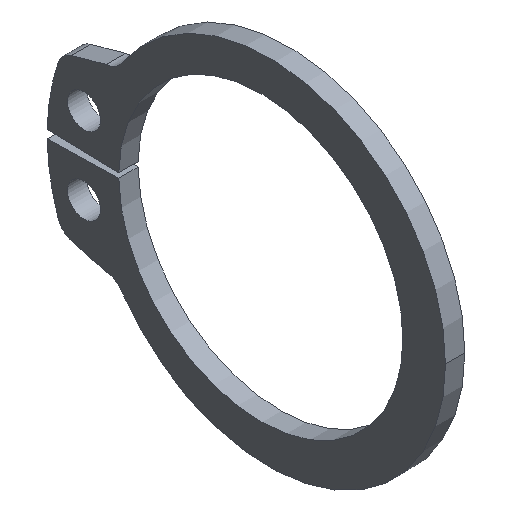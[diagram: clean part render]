
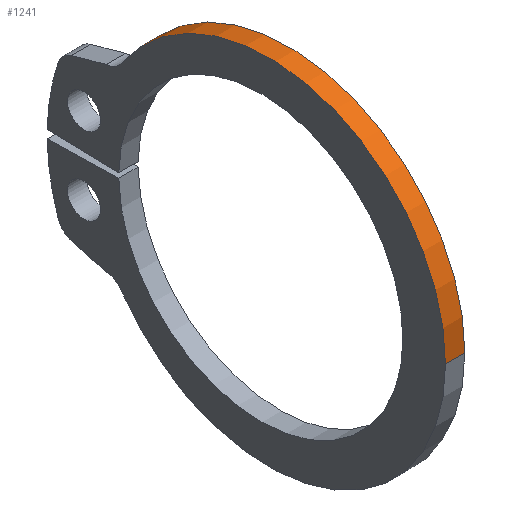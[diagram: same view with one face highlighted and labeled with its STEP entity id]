
A CAD part, isometric view. The second image highlights one B-rep face of the part: STEP entity #1241.
In plain terms, the highlighted cylindrical face has radius 9.15 mm (diameter 18.3 mm), a partial arc.
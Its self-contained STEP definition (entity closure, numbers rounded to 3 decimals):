
#44 = PLANE('',#45);
#45 = AXIS2_PLACEMENT_3D('',#46,#47,#48);
#46 = CARTESIAN_POINT('',(0.5,0.946,0.));
#47 = DIRECTION('',(-1.,0.,0.));
#48 = DIRECTION('',(0.,-1.,0.));
#100 = PLANE('',#101);
#101 = AXIS2_PLACEMENT_3D('',#102,#103,#104);
#102 = CARTESIAN_POINT('',(1.5,0.946,0.));
#103 = DIRECTION('',(1.,0.,0.));
#104 = DIRECTION('',(0.,1.,0.));
#471 = VERTEX_POINT('',#472);
#472 = CARTESIAN_POINT('',(0.5,-9.55,0.));
#487 = CYLINDRICAL_SURFACE('',#488,9.15);
#488 = AXIS2_PLACEMENT_3D('',#489,#490,#491);
#489 = CARTESIAN_POINT('',(0.5,-0.4,-0.02));
#490 = DIRECTION('',(-1.,0.,0.));
#491 = DIRECTION('',(0.,1.,0.));
#499 = EDGE_CURVE('',#500,#471,#502,.T.);
#500 = VERTEX_POINT('',#501);
#501 = CARTESIAN_POINT('',(0.5,7.21,5.1));
#502 = SURFACE_CURVE('',#503,(#508,#519),.PCURVE_S1.);
#503 = CIRCLE('',#504,9.15);
#504 = AXIS2_PLACEMENT_3D('',#505,#506,#507);
#505 = CARTESIAN_POINT('',(0.5,-0.4,0.02));
#506 = DIRECTION('',(1.,0.,0.));
#507 = DIRECTION('',(0.,1.,0.));
#508 = PCURVE('',#44,#509);
#509 = DEFINITIONAL_REPRESENTATION('',(#510),#518);
#510 = ( BOUNDED_CURVE() B_SPLINE_CURVE(2,(#511,#512,#513,#514,#515,#516
,#517),.UNSPECIFIED.,.F.,.F.) B_SPLINE_CURVE_WITH_KNOTS((1,2,2,2,2,1),(
    -2.094,0.,2.094,4.189,6.283,
8.378),.UNSPECIFIED.) CURVE() GEOMETRIC_REPRESENTATION_ITEM() 
RATIONAL_B_SPLINE_CURVE((1.,0.5,1.,0.5,1.,0.5,1.)) REPRESENTATION_ITEM(
  '') );
#511 = CARTESIAN_POINT('',(-7.804,0.02));
#512 = CARTESIAN_POINT('',(-7.804,15.868));
#513 = CARTESIAN_POINT('',(5.921,7.944));
#514 = CARTESIAN_POINT('',(19.646,0.02));
#515 = CARTESIAN_POINT('',(5.921,-7.904));
#516 = CARTESIAN_POINT('',(-7.804,-15.829));
#517 = CARTESIAN_POINT('',(-7.804,0.02));
#518 = ( GEOMETRIC_REPRESENTATION_CONTEXT(2) 
PARAMETRIC_REPRESENTATION_CONTEXT() REPRESENTATION_CONTEXT('2D SPACE',''
  ) );
#519 = PCURVE('',#520,#525);
#520 = CYLINDRICAL_SURFACE('',#521,9.15);
#521 = AXIS2_PLACEMENT_3D('',#522,#523,#524);
#522 = CARTESIAN_POINT('',(0.5,-0.4,0.02));
#523 = DIRECTION('',(-1.,0.,0.));
#524 = DIRECTION('',(0.,1.,0.));
#525 = DEFINITIONAL_REPRESENTATION('',(#526),#530);
#526 = LINE('',#527,#528);
#527 = CARTESIAN_POINT('',(-0.,0.));
#528 = VECTOR('',#529,1.);
#529 = DIRECTION('',(-1.,0.));
#530 = ( GEOMETRIC_REPRESENTATION_CONTEXT(2) 
PARAMETRIC_REPRESENTATION_CONTEXT() REPRESENTATION_CONTEXT('2D SPACE',''
  ) );
#551 = CYLINDRICAL_SURFACE('',#552,1.);
#552 = AXIS2_PLACEMENT_3D('',#553,#554,#555);
#553 = CARTESIAN_POINT('',(0.5,8.046,5.649));
#554 = DIRECTION('',(-1.,0.,0.));
#555 = DIRECTION('',(0.,1.,0.));
#814 = VERTEX_POINT('',#815);
#815 = CARTESIAN_POINT('',(1.5,7.21,5.1));
#837 = EDGE_CURVE('',#814,#838,#840,.T.);
#838 = VERTEX_POINT('',#839);
#839 = CARTESIAN_POINT('',(1.5,-9.55,0.));
#840 = SURFACE_CURVE('',#841,(#846,#853),.PCURVE_S1.);
#841 = CIRCLE('',#842,9.15);
#842 = AXIS2_PLACEMENT_3D('',#843,#844,#845);
#843 = CARTESIAN_POINT('',(1.5,-0.4,0.02));
#844 = DIRECTION('',(1.,0.,0.));
#845 = DIRECTION('',(0.,1.,0.));
#846 = PCURVE('',#100,#847);
#847 = DEFINITIONAL_REPRESENTATION('',(#848),#852);
#848 = CIRCLE('',#849,9.15);
#849 = AXIS2_PLACEMENT_2D('',#850,#851);
#850 = CARTESIAN_POINT('',(-1.346,0.02));
#851 = DIRECTION('',(1.,0.));
#852 = ( GEOMETRIC_REPRESENTATION_CONTEXT(2) 
PARAMETRIC_REPRESENTATION_CONTEXT() REPRESENTATION_CONTEXT('2D SPACE',''
  ) );
#853 = PCURVE('',#520,#854);
#854 = DEFINITIONAL_REPRESENTATION('',(#855),#859);
#855 = LINE('',#856,#857);
#856 = CARTESIAN_POINT('',(-0.,-1.));
#857 = VECTOR('',#858,1.);
#858 = DIRECTION('',(-1.,0.));
#859 = ( GEOMETRIC_REPRESENTATION_CONTEXT(2) 
PARAMETRIC_REPRESENTATION_CONTEXT() REPRESENTATION_CONTEXT('2D SPACE',''
  ) );
#1191 = EDGE_CURVE('',#500,#814,#1192,.T.);
#1192 = SURFACE_CURVE('',#1193,(#1197,#1204),.PCURVE_S1.);
#1193 = LINE('',#1194,#1195);
#1194 = CARTESIAN_POINT('',(0.5,7.21,5.1));
#1195 = VECTOR('',#1196,1.);
#1196 = DIRECTION('',(1.,0.,0.));
#1197 = PCURVE('',#551,#1198);
#1198 = DEFINITIONAL_REPRESENTATION('',(#1199),#1203);
#1199 = LINE('',#1200,#1201);
#1200 = CARTESIAN_POINT('',(-3.723,0.));
#1201 = VECTOR('',#1202,1.);
#1202 = DIRECTION('',(-0.,-1.));
#1203 = ( GEOMETRIC_REPRESENTATION_CONTEXT(2) 
PARAMETRIC_REPRESENTATION_CONTEXT() REPRESENTATION_CONTEXT('2D SPACE',''
  ) );
#1204 = PCURVE('',#520,#1205);
#1205 = DEFINITIONAL_REPRESENTATION('',(#1206),#1210);
#1206 = LINE('',#1207,#1208);
#1207 = CARTESIAN_POINT('',(-0.589,0.));
#1208 = VECTOR('',#1209,1.);
#1209 = DIRECTION('',(-0.,-1.));
#1210 = ( GEOMETRIC_REPRESENTATION_CONTEXT(2) 
PARAMETRIC_REPRESENTATION_CONTEXT() REPRESENTATION_CONTEXT('2D SPACE',''
  ) );
#1241 = ADVANCED_FACE('',(#1242),#520,.T.);
#1242 = FACE_BOUND('',#1243,.F.);
#1243 = EDGE_LOOP('',(#1244,#1245,#1246,#1267));
#1244 = ORIENTED_EDGE('',*,*,#1191,.T.);
#1245 = ORIENTED_EDGE('',*,*,#837,.T.);
#1246 = ORIENTED_EDGE('',*,*,#1247,.F.);
#1247 = EDGE_CURVE('',#471,#838,#1248,.T.);
#1248 = SURFACE_CURVE('',#1249,(#1253,#1260),.PCURVE_S1.);
#1249 = LINE('',#1250,#1251);
#1250 = CARTESIAN_POINT('',(0.5,-9.55,0.));
#1251 = VECTOR('',#1252,1.);
#1252 = DIRECTION('',(1.,0.,0.));
#1253 = PCURVE('',#520,#1254);
#1254 = DEFINITIONAL_REPRESENTATION('',(#1255),#1259);
#1255 = LINE('',#1256,#1257);
#1256 = CARTESIAN_POINT('',(-3.144,0.));
#1257 = VECTOR('',#1258,1.);
#1258 = DIRECTION('',(-0.,-1.));
#1259 = ( GEOMETRIC_REPRESENTATION_CONTEXT(2) 
PARAMETRIC_REPRESENTATION_CONTEXT() REPRESENTATION_CONTEXT('2D SPACE',''
  ) );
#1260 = PCURVE('',#487,#1261);
#1261 = DEFINITIONAL_REPRESENTATION('',(#1262),#1266);
#1262 = LINE('',#1263,#1264);
#1263 = CARTESIAN_POINT('',(3.144,0.));
#1264 = VECTOR('',#1265,1.);
#1265 = DIRECTION('',(0.,-1.));
#1266 = ( GEOMETRIC_REPRESENTATION_CONTEXT(2) 
PARAMETRIC_REPRESENTATION_CONTEXT() REPRESENTATION_CONTEXT('2D SPACE',''
  ) );
#1267 = ORIENTED_EDGE('',*,*,#499,.F.);
